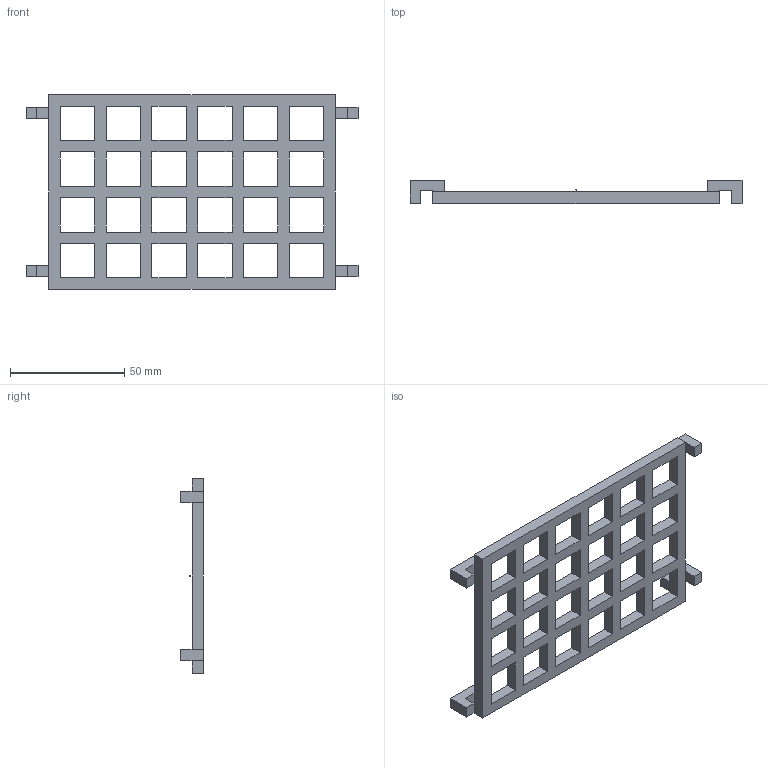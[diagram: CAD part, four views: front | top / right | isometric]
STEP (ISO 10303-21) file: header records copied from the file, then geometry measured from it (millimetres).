
FILE_DESCRIPTION (( 'STEP AP214' ), '1' );
FILE_NAME ('Basket_base.STEP', '2024-03-14T00:26:15', ( '' ), ( '' ), 'SwSTEP 2.0', 'SolidWorks 2022', '' );
FILE_SCHEMA (( 'AUTOMOTIVE_DESIGN' ));
Length unit declared in the file: millimetre
Products named in the file (1): Basket_base
Bounding box: 145 x 10 x 85 mm (x, y, z)
Volume: 28020 mm3; surface area: 21328.6 mm2
Topology: 1 solids, 1 shells, 133 faces, 402 edges, 268 vertices
Faces by surface type: plane 131, cylinder 2
Entity records: 4550 total; most frequent: CARTESIAN_POINT 804, ORIENTED_EDGE 804, DIRECTION 674, EDGE_CURVE 402, VECTOR 398, LINE 398, VERTEX_POINT 268, EDGE_LOOP 178
